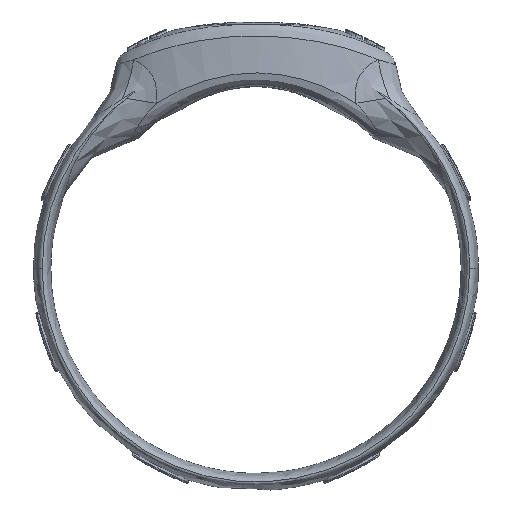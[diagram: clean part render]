
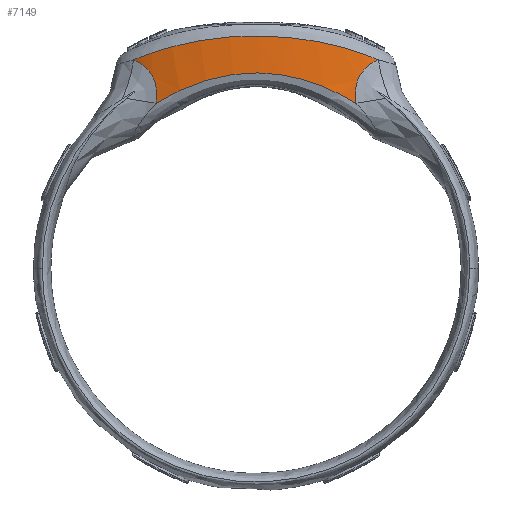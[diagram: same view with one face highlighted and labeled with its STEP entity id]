
A CAD part, front view. The second image highlights one B-rep face of the part: STEP entity #7149.
In plain terms, the highlighted free-form (B-spline) face has degree [3, 1] with [4, 2] control points.
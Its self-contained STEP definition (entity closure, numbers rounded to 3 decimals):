
#5190 = VERTEX_POINT('',#5191);
#5191 = CARTESIAN_POINT('',(3.375,-1.089,5.574
    ));
#5208 = EDGE_CURVE('',#5209,#5190,#5211,.T.);
#5209 = VERTEX_POINT('',#5210);
#5210 = CARTESIAN_POINT('',(-3.375,-1.089,
    5.574));
#5211 = B_SPLINE_CURVE_WITH_KNOTS('',3,(#5212,#5213,#5214,#5215,#5216,
    #5217,#5218,#5219,#5220,#5221,#5222,#5223,#5224,#5225,#5226,#5227,
    #5228,#5229),.UNSPECIFIED.,.F.,.F.,(4,2,2,2,2,2,2,2,4),(
    0.002,0.003,0.004,
    0.004,0.005,0.006,
    0.007,0.008,0.009),
  .UNSPECIFIED.);
#5212 = CARTESIAN_POINT('',(-3.375,-1.089,
    5.574));
#5213 = CARTESIAN_POINT('',(-3.128,-1.172,
    5.726));
#5214 = CARTESIAN_POINT('',(-2.868,-1.241,
    5.869));
#5215 = CARTESIAN_POINT('',(-2.334,-1.357,
    6.122));
#5216 = CARTESIAN_POINT('',(-2.059,-1.404,
    6.231));
#5217 = CARTESIAN_POINT('',(-1.491,-1.48,6.411
    ));
#5218 = CARTESIAN_POINT('',(-1.195,-1.509,
    6.483));
#5219 = CARTESIAN_POINT('',(-0.601,-1.547,
    6.578));
#5220 = CARTESIAN_POINT('',(-0.303,-1.556,
    6.603));
#5221 = CARTESIAN_POINT('',(0.296,-1.556,
    6.603));
#5222 = CARTESIAN_POINT('',(0.598,-1.547,
    6.578));
#5223 = CARTESIAN_POINT('',(1.196,-1.509,
    6.482));
#5224 = CARTESIAN_POINT('',(1.487,-1.481,6.412
    ));
#5225 = CARTESIAN_POINT('',(2.056,-1.405,
    6.232));
#5226 = CARTESIAN_POINT('',(2.335,-1.357,6.121)
  );
#5227 = CARTESIAN_POINT('',(2.872,-1.24,5.867
    ));
#5228 = CARTESIAN_POINT('',(3.129,-1.172,
    5.725));
#5229 = CARTESIAN_POINT('',(3.375,-1.089,5.574
    ));
#7149 = ADVANCED_FACE('',(#7150),#7206,.F.);
#7150 = FACE_BOUND('',#7151,.F.);
#7151 = EDGE_LOOP('',(#7152,#7167,#7192,#7205));
#7152 = ORIENTED_EDGE('',*,*,#7153,.F.);
#7153 = EDGE_CURVE('',#7154,#5209,#7156,.T.);
#7154 = VERTEX_POINT('',#7155);
#7155 = CARTESIAN_POINT('',(-4.134,-0.754,
    7.044));
#7156 = B_SPLINE_CURVE_WITH_KNOTS('',3,(#7157,#7158,#7159,#7160,#7161,
    #7162,#7163,#7164,#7165,#7166),.UNSPECIFIED.,.F.,.F.,(4,2,2,2,4),(
    0.03,0.03,0.031,
    0.031,0.032),.UNSPECIFIED.);
#7157 = CARTESIAN_POINT('',(-4.134,-0.754,
    7.044));
#7158 = CARTESIAN_POINT('',(-4.01,-0.827,
    6.989));
#7159 = CARTESIAN_POINT('',(-3.885,-0.888,
    6.917));
#7160 = CARTESIAN_POINT('',(-3.662,-0.986,
    6.731));
#7161 = CARTESIAN_POINT('',(-3.562,-1.023,
    6.614));
#7162 = CARTESIAN_POINT('',(-3.422,-1.074,
    6.341));
#7163 = CARTESIAN_POINT('',(-3.384,-1.086,
    6.189));
#7164 = CARTESIAN_POINT('',(-3.353,-1.096,
    5.882));
#7165 = CARTESIAN_POINT('',(-3.36,-1.094,
    5.727));
#7166 = CARTESIAN_POINT('',(-3.375,-1.089,
    5.574));
#7167 = ORIENTED_EDGE('',*,*,#7168,.F.);
#7168 = EDGE_CURVE('',#7169,#7154,#7171,.T.);
#7169 = VERTEX_POINT('',#7170);
#7170 = CARTESIAN_POINT('',(4.134,-0.754,7.044
    ));
#7171 = B_SPLINE_CURVE_WITH_KNOTS('',3,(#7172,#7173,#7174,#7175,#7176,
    #7177,#7178,#7179,#7180,#7181,#7182,#7183,#7184,#7185,#7186,#7187,
    #7188,#7189,#7190,#7191),.UNSPECIFIED.,.F.,.F.,(4,2,2,2,2,2,2,2,2,4)
  ,(0.011,0.011,0.012,
    0.013,0.015,0.016,
    0.017,0.018,0.018,
    0.019),.UNSPECIFIED.);
#7172 = CARTESIAN_POINT('',(4.134,-0.754,7.044
    ));
#7173 = CARTESIAN_POINT('',(3.986,-0.842,
    7.103));
#7174 = CARTESIAN_POINT('',(3.831,-0.915,7.164
    ));
#7175 = CARTESIAN_POINT('',(3.513,-1.044,
    7.281));
#7176 = CARTESIAN_POINT('',(3.348,-1.101,
    7.337));
#7177 = CARTESIAN_POINT('',(2.845,-1.251,
    7.493));
#7178 = CARTESIAN_POINT('',(2.502,-1.327,
    7.578));
#7179 = CARTESIAN_POINT('',(1.453,-1.503,
    7.784));
#7180 = CARTESIAN_POINT('',(0.722,-1.556,
    7.849));
#7181 = CARTESIAN_POINT('',(-0.359,-1.556,
    7.849));
#7182 = CARTESIAN_POINT('',(-0.718,-1.543,
    7.834));
#7183 = CARTESIAN_POINT('',(-1.434,-1.488,
    7.768));
#7184 = CARTESIAN_POINT('',(-1.793,-1.446,
    7.717));
#7185 = CARTESIAN_POINT('',(-2.498,-1.327,
    7.579));
#7186 = CARTESIAN_POINT('',(-2.843,-1.252,
    7.493));
#7187 = CARTESIAN_POINT('',(-3.346,-1.101,
    7.338));
#7188 = CARTESIAN_POINT('',(-3.511,-1.045,
    7.282));
#7189 = CARTESIAN_POINT('',(-3.831,-0.915,
    7.164));
#7190 = CARTESIAN_POINT('',(-3.987,-0.841,
    7.102));
#7191 = CARTESIAN_POINT('',(-4.134,-0.754,
    7.044));
#7192 = ORIENTED_EDGE('',*,*,#7193,.F.);
#7193 = EDGE_CURVE('',#5190,#7169,#7194,.T.);
#7194 = B_SPLINE_CURVE_WITH_KNOTS('',3,(#7195,#7196,#7197,#7198,#7199,
    #7200,#7201,#7202,#7203,#7204),.UNSPECIFIED.,.F.,.F.,(4,2,2,2,4),(
    0.031,0.031,0.031,
    0.032,0.032),.UNSPECIFIED.);
#7195 = CARTESIAN_POINT('',(3.375,-1.089,5.574
    ));
#7196 = CARTESIAN_POINT('',(3.36,-1.094,
    5.727));
#7197 = CARTESIAN_POINT('',(3.353,-1.096,
    5.883));
#7198 = CARTESIAN_POINT('',(3.384,-1.086,
    6.19));
#7199 = CARTESIAN_POINT('',(3.424,-1.073,
    6.344));
#7200 = CARTESIAN_POINT('',(3.563,-1.023,6.614
    ));
#7201 = CARTESIAN_POINT('',(3.661,-0.986,
    6.731));
#7202 = CARTESIAN_POINT('',(3.886,-0.887,
    6.918));
#7203 = CARTESIAN_POINT('',(4.011,-0.827,
    6.99));
#7204 = CARTESIAN_POINT('',(4.134,-0.754,7.044
    ));
#7205 = ORIENTED_EDGE('',*,*,#5208,.F.);
#7206 = ( BOUNDED_SURFACE() B_SPLINE_SURFACE(3,1,(
    (#7207,#7208)
    ,(#7209,#7210)
    ,(#7211,#7212)
    ,(#7213,#7214
)),.UNSPECIFIED.,.F.,.F.,.F.) B_SPLINE_SURFACE_WITH_KNOTS((4,4),(2,2),(
    0.,1.),(0.,1.),.PIECEWISE_BEZIER_KNOTS.) 
GEOMETRIC_REPRESENTATION_ITEM() RATIONAL_B_SPLINE_SURFACE((
    (1.,1.)
    ,(0.649,0.649)
    ,(0.649,0.649)
,(1.,1.))) REPRESENTATION_ITEM('') SURFACE() );
#7207 = CARTESIAN_POINT('',(-4.163,-0.736,
    7.905));
#7208 = CARTESIAN_POINT('',(-4.163,-0.736,
    5.56));
#7209 = CARTESIAN_POINT('',(-2.139,-1.978,
    7.905));
#7210 = CARTESIAN_POINT('',(-2.139,-1.978,
    5.56));
#7211 = CARTESIAN_POINT('',(2.139,-1.978,7.905
    ));
#7212 = CARTESIAN_POINT('',(2.139,-1.978,
    5.56));
#7213 = CARTESIAN_POINT('',(4.163,-0.736,7.905
    ));
#7214 = CARTESIAN_POINT('',(4.163,-0.736,
    5.56));
